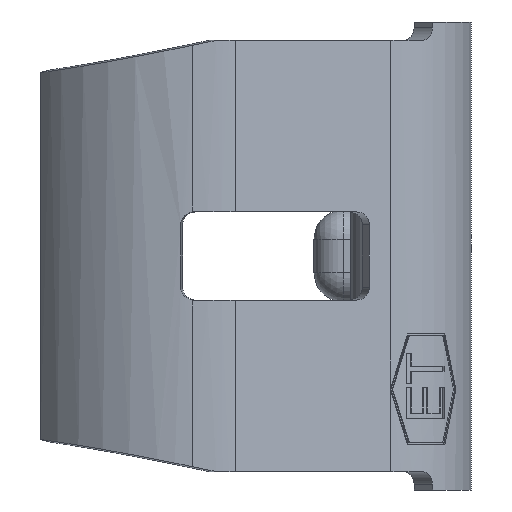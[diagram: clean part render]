
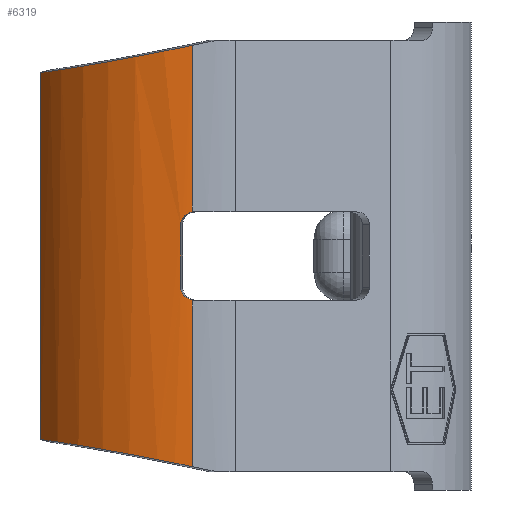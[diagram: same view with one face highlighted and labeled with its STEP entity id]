
A CAD part, left-side view. The second image highlights one B-rep face of the part: STEP entity #6319.
In plain terms, the highlighted cylindrical face has radius 2.493 mm (diameter 4.985 mm), a partial arc.
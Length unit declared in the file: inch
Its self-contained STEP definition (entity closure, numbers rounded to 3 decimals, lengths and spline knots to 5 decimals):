
#23 = CARTESIAN_POINT ( 'NONE',  ( -0.43256, 0.15056, -0.10234 ) ) ;
#193 = VERTEX_POINT ( 'NONE', #6108 ) ;
#258 = CARTESIAN_POINT ( 'NONE',  ( -0.449, 0.12054, -0.1077 ) ) ;
#682 = CARTESIAN_POINT ( 'NONE',  ( -0.44885, 0.09194, 0.02042 ) ) ;
#685 = DIRECTION ( 'NONE',  ( 0., 0., -1. ) ) ;
#816 = ORIENTED_EDGE ( 'NONE', *, *, #1146, .T. ) ;
#886 = CARTESIAN_POINT ( 'NONE',  ( -0.449, 0.08802, -0.02379 ) ) ;
#986 = CARTESIAN_POINT ( 'NONE',  ( -0.449, 0.12054, 0.1077 ) ) ;
#1029 = CARTESIAN_POINT ( 'NONE',  ( -0.449, 0.08632, 0.1175 ) ) ;
#1083 = CARTESIAN_POINT ( 'NONE',  ( -0.449, 0.08632, -0.02396 ) ) ;
#1086 = EDGE_CURVE ( 'NONE', #2660, #193, #1293, .T. ) ;
#1095 = EDGE_CURVE ( 'NONE', #193, #1128, #6553, .T. ) ;
#1111 = EDGE_CURVE ( 'NONE', #1128, #5331, #7970, .T. ) ;
#1122 = EDGE_CURVE ( 'NONE', #5922, #5590, #6467, .T. ) ;
#1128 = VERTEX_POINT ( 'NONE', #7029 ) ;
#1146 = EDGE_CURVE ( 'NONE', #5590, #4213, #8075, .T. ) ;
#1168 = EDGE_CURVE ( 'NONE', #4213, #5048, #3545, .T. ) ;
#1293 =( BOUNDED_CURVE ( )  B_SPLINE_CURVE ( 3, ( #1803, #986, #6892, #4734 ),
 .UNSPECIFIED., .F., .F. ) 
 B_SPLINE_CURVE_WITH_KNOTS ( ( 4, 4 ),
 ( 4.95353, 5.95546 ),
 .UNSPECIFIED. ) 
 CURVE ( )  GEOMETRIC_REPRESENTATION_ITEM ( )  RATIONAL_B_SPLINE_CURVE ( ( 1., 0.918, 0.918, 1. ) ) 
 REPRESENTATION_ITEM ( '' )  );
#1803 = CARTESIAN_POINT ( 'NONE',  ( -0.449, 0.08632, 0.11477 ) ) ;
#1888 = CARTESIAN_POINT ( 'NONE',  ( -0.449, 0.08632, 0.11477 ) ) ;
#1908 = CARTESIAN_POINT ( 'NONE',  ( -0.4488, 0.0926, -0.024 ) ) ;
#2037 = CARTESIAN_POINT ( 'NONE',  ( -0.4488, 0.0926, -0.017 ) ) ;
#2210 = CARTESIAN_POINT ( 'NONE',  ( -0.44895, 0.08965, 0.02296 ) ) ;
#2305 = DIRECTION ( 'NONE',  ( 0., 0., 1. ) ) ;
#2413 = CYLINDRICAL_SURFACE ( 'NONE', #7814, 0.09814 ) ;
#2445 = ORIENTED_EDGE ( 'NONE', *, *, #1168, .T. ) ;
#2548 = EDGE_LOOP ( 'NONE', ( #7788, #7992, #4792, #3323, #5002, #3736, #816, #2445 ) ) ;
#2624 = CARTESIAN_POINT ( 'NONE',  ( -0.449, 0.08632, -0.11477 ) ) ;
#2660 = VERTEX_POINT ( 'NONE', #1888 ) ;
#2778 = VECTOR ( 'NONE', #2305, 39.37008 ) ;
#3323 = ORIENTED_EDGE ( 'NONE', *, *, #1111, .T. ) ;
#3346 = CARTESIAN_POINT ( 'NONE',  ( -0.449, 0.08632, -0.11477 ) ) ;
#3379 = CARTESIAN_POINT ( 'NONE',  ( -0.449, 0.08632, 0.02396 ) ) ;
#3545 = B_SPLINE_CURVE_WITH_KNOTS ( 'NONE', 3,
 ( #3935, #6268, #682, #2210, #7257, #8128 ),
 .UNSPECIFIED., .F., .F.,
 ( 4, 2, 4 ),
 ( 0., 0.00013, 0.00026 ),
 .UNSPECIFIED. ) ;
#3698 = CARTESIAN_POINT ( 'NONE',  ( -0.44885, 0.09193, -0.02043 ) ) ;
#3736 = ORIENTED_EDGE ( 'NONE', *, *, #1122, .T. ) ;
#3765 = DIRECTION ( 'NONE',  ( -1., 0., 0. ) ) ;
#3814 = DIRECTION ( 'NONE',  ( 0., 0., -1. ) ) ;
#3893 = EDGE_CURVE ( 'NONE', #5922, #5331, #6862, .T. ) ;
#3898 = CARTESIAN_POINT ( 'NONE',  ( -0.4488, 0.0926, -0.01873 ) ) ;
#3933 = CARTESIAN_POINT ( 'NONE',  ( -0.4488, 0.0926, -0.017 ) ) ;
#3935 = CARTESIAN_POINT ( 'NONE',  ( -0.4488, 0.0926, 0.017 ) ) ;
#3961 = CARTESIAN_POINT ( 'NONE',  ( -0.449, 0.08632, -0.02396 ) ) ;
#4213 = VERTEX_POINT ( 'NONE', #5360 ) ;
#4734 = CARTESIAN_POINT ( 'NONE',  ( -0.40373, 0.169, 0.1 ) ) ;
#4792 = ORIENTED_EDGE ( 'NONE', *, *, #1095, .T. ) ;
#4876 = VECTOR ( 'NONE', #7741, 39.37008 ) ;
#5002 = ORIENTED_EDGE ( 'NONE', *, *, #3893, .F. ) ;
#5048 = VERTEX_POINT ( 'NONE', #3379 ) ;
#5173 = VECTOR ( 'NONE', #6435, 39.37008 ) ;
#5331 = VERTEX_POINT ( 'NONE', #2624 ) ;
#5360 = CARTESIAN_POINT ( 'NONE',  ( -0.4488, 0.0926, 0.017 ) ) ;
#5590 = VERTEX_POINT ( 'NONE', #2037 ) ;
#5763 = FACE_OUTER_BOUND ( 'NONE', #2548, .T. ) ;
#5922 = VERTEX_POINT ( 'NONE', #1083 ) ;
#6008 = CARTESIAN_POINT ( 'NONE',  ( -0.40373, 0.169, -0.1 ) ) ;
#6108 = CARTESIAN_POINT ( 'NONE',  ( -0.40373, 0.169, 0.1 ) ) ;
#6131 = LINE ( 'NONE', #1029, #7648 ) ;
#6268 = CARTESIAN_POINT ( 'NONE',  ( -0.4488, 0.0926, 0.01873 ) ) ;
#6319 = ADVANCED_FACE ( 'NONE', ( #5763 ), #2413, .T. ) ;
#6427 = CARTESIAN_POINT ( 'NONE',  ( -0.449, 0.08632, 0.1175 ) ) ;
#6435 = DIRECTION ( 'NONE',  ( 0., 0., -1. ) ) ;
#6467 = B_SPLINE_CURVE_WITH_KNOTS ( 'NONE', 3,
 ( #3961, #886, #7423, #3698, #3898, #3933 ),
 .UNSPECIFIED., .F., .F.,
 ( 4, 2, 4 ),
 ( 0.00002, 0.00015, 0.00028 ),
 .UNSPECIFIED. ) ;
#6553 = LINE ( 'NONE', #6695, #4876 ) ;
#6695 = CARTESIAN_POINT ( 'NONE',  ( -0.40373, 0.169, 0.1175 ) ) ;
#6862 = LINE ( 'NONE', #6427, #5173 ) ;
#6892 = CARTESIAN_POINT ( 'NONE',  ( -0.43256, 0.15056, 0.10234 ) ) ;
#7029 = CARTESIAN_POINT ( 'NONE',  ( -0.40373, 0.169, -0.1 ) ) ;
#7040 = EDGE_CURVE ( 'NONE', #2660, #5048, #6131, .T. ) ;
#7257 = CARTESIAN_POINT ( 'NONE',  ( -0.449, 0.08803, 0.02379 ) ) ;
#7423 = CARTESIAN_POINT ( 'NONE',  ( -0.44895, 0.08965, -0.02296 ) ) ;
#7648 = VECTOR ( 'NONE', #685, 39.37008 ) ;
#7673 = CARTESIAN_POINT ( 'NONE',  ( -0.35086, 0.08632, 0.1175 ) ) ;
#7741 = DIRECTION ( 'NONE',  ( 0., 0., -1. ) ) ;
#7788 = ORIENTED_EDGE ( 'NONE', *, *, #7040, .F. ) ;
#7814 = AXIS2_PLACEMENT_3D ( 'NONE', #7673, #3814, #3765 ) ;
#7970 =( BOUNDED_CURVE ( )  B_SPLINE_CURVE ( 3, ( #6008, #23, #258, #3346 ),
 .UNSPECIFIED., .F., .F. ) 
 B_SPLINE_CURVE_WITH_KNOTS ( ( 4, 4 ),
 ( 3.46932, 4.47124 ),
 .UNSPECIFIED. ) 
 CURVE ( )  GEOMETRIC_REPRESENTATION_ITEM ( )  RATIONAL_B_SPLINE_CURVE ( ( 1., 0.918, 0.918, 1. ) ) 
 REPRESENTATION_ITEM ( '' )  );
#7992 = ORIENTED_EDGE ( 'NONE', *, *, #1086, .T. ) ;
#8075 = LINE ( 'NONE', #1908, #2778 ) ;
#8128 = CARTESIAN_POINT ( 'NONE',  ( -0.449, 0.08632, 0.02396 ) ) ;
